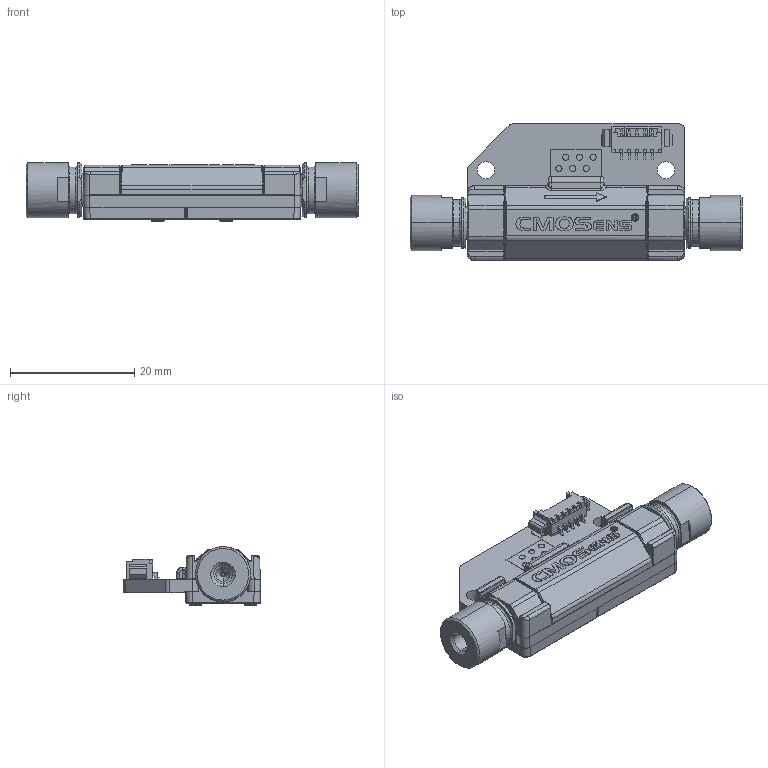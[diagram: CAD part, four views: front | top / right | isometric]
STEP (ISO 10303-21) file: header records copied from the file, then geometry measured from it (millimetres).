
FILE_DESCRIPTION (( 'STEP AP214' ), '1' );
FILE_NAME ('101690-_LG16-430.STEP', '2013-08-08T08:27:59', ( 'WS7DELL004' ), ( '' ), 'SwSTEP 2.0', 'SolidWorks 2013', '' );
FILE_SCHEMA (( 'AUTOMOTIVE_DESIGN' ));
Length unit declared in the file: millimetre
Products named in the file (2): 101688_00; 101690-_LG16-430
Assembly tree (1 placements, depth 2):
  101690-_LG16-430
    101688_00
Bounding box: 53.5 x 22 x 9.43 mm (x, y, z)
Volume: 4953.2 mm3; surface area: 3963.3 mm2
Topology: 2 solids, 5 shells, 1045 faces, 2677 edges, 1668 vertices
Faces by surface type: plane 528, cylinder 283, bspline 129, torus 58, cone 33, sphere 14
Entity records: 43929 total; most frequent: CARTESIAN_POINT 8572, ORIENTED_EDGE 5326, DIRECTION 4595, EDGE_CURVE 2663, VERTEX_POINT 1668, LINE 1655, VECTOR 1655, AXIS2_PLACEMENT_3D 1470
